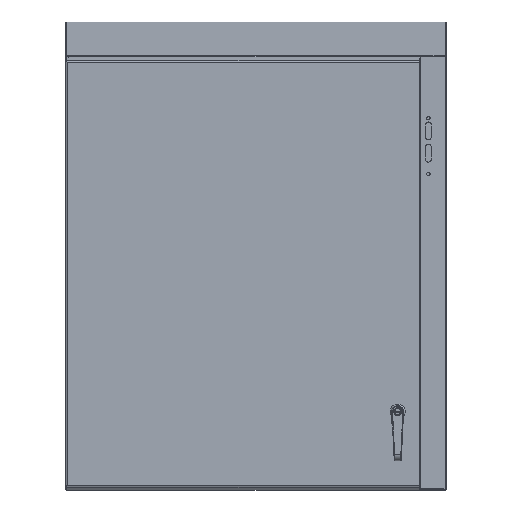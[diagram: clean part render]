
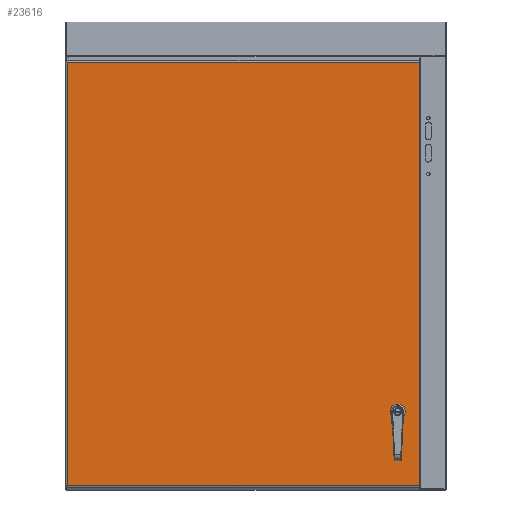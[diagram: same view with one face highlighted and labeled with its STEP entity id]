
A CAD part, top view. The second image highlights one B-rep face of the part: STEP entity #23616.
In plain terms, the highlighted planar face has unit normal (0, 0, 1).
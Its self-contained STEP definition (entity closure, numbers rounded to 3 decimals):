
#1744=FACE_BOUND('',#3875,.T.);
#2338=FACE_OUTER_BOUND('',#3874,.T.);
#3874=EDGE_LOOP('',(#16814,#16815,#16816,#16817));
#3875=EDGE_LOOP('',(#16818,#16819,#16820,#16821,#16822,#16823,#16824,#16825));
#5790=LINE('',#36453,#7570);
#5794=LINE('',#36465,#7574);
#5798=LINE('',#36477,#7578);
#5802=LINE('',#36487,#7582);
#5808=LINE('',#36522,#7588);
#5838=LINE('',#36812,#7618);
#5854=LINE('',#37102,#7634);
#5856=LINE('',#37106,#7636);
#7570=VECTOR('',#28384,0.427);
#7574=VECTOR('',#28396,0.427);
#7578=VECTOR('',#28408,0.427);
#7582=VECTOR('',#28420,0.427);
#7588=VECTOR('',#28430,35.646);
#7618=VECTOR('',#28482,35.646);
#7634=VECTOR('',#28516,29.602);
#7636=VECTOR('',#28522,29.602);
#9048=CIRCLE('',#25146,0.453);
#9050=CIRCLE('',#25150,0.453);
#9052=CIRCLE('',#25154,0.453);
#9054=CIRCLE('',#25158,0.453);
#10387=VERTEX_POINT('',#36444);
#10388=VERTEX_POINT('',#36446);
#10390=VERTEX_POINT('',#36452);
#10392=VERTEX_POINT('',#36458);
#10394=VERTEX_POINT('',#36464);
#10396=VERTEX_POINT('',#36470);
#10398=VERTEX_POINT('',#36476);
#10400=VERTEX_POINT('',#36482);
#10406=VERTEX_POINT('',#36499);
#10409=VERTEX_POINT('',#36514);
#10433=VERTEX_POINT('',#36770);
#10435=VERTEX_POINT('',#36811);
#12767=EDGE_CURVE('',#10388,#10387,#9048,.T.);
#12770=EDGE_CURVE('',#10390,#10388,#5790,.T.);
#12773=EDGE_CURVE('',#10392,#10390,#9050,.T.);
#12776=EDGE_CURVE('',#10394,#10392,#5794,.T.);
#12779=EDGE_CURVE('',#10396,#10394,#9052,.T.);
#12782=EDGE_CURVE('',#10398,#10396,#5798,.T.);
#12785=EDGE_CURVE('',#10400,#10398,#9054,.T.);
#12788=EDGE_CURVE('',#10387,#10400,#5802,.T.);
#12797=EDGE_CURVE('',#10406,#10409,#5808,.T.);
#12841=EDGE_CURVE('',#10435,#10433,#5838,.T.);
#12871=EDGE_CURVE('',#10409,#10435,#5854,.T.);
#12873=EDGE_CURVE('',#10433,#10406,#5856,.T.);
#16814=ORIENTED_EDGE('',*,*,#12873,.T.);
#16815=ORIENTED_EDGE('',*,*,#12797,.T.);
#16816=ORIENTED_EDGE('',*,*,#12871,.T.);
#16817=ORIENTED_EDGE('',*,*,#12841,.T.);
#16818=ORIENTED_EDGE('',*,*,#12767,.T.);
#16819=ORIENTED_EDGE('',*,*,#12788,.T.);
#16820=ORIENTED_EDGE('',*,*,#12785,.T.);
#16821=ORIENTED_EDGE('',*,*,#12782,.T.);
#16822=ORIENTED_EDGE('',*,*,#12779,.T.);
#16823=ORIENTED_EDGE('',*,*,#12776,.T.);
#16824=ORIENTED_EDGE('',*,*,#12773,.T.);
#16825=ORIENTED_EDGE('',*,*,#12770,.T.);
#22436=PLANE('',#25185);
#23616=ADVANCED_FACE('',(#2338,#1744),#22436,.T.);
#25146=AXIS2_PLACEMENT_3D('',#36447,#28378,#28379);
#25150=AXIS2_PLACEMENT_3D('',#36459,#28390,#28391);
#25154=AXIS2_PLACEMENT_3D('',#36471,#28402,#28403);
#25158=AXIS2_PLACEMENT_3D('',#36483,#28414,#28415);
#25185=AXIS2_PLACEMENT_3D('',#37108,#28525,#28526);
#28378=DIRECTION('center_axis',(0.,0.,-1.));
#28379=DIRECTION('ref_axis',(0.882,0.471,0.));
#28384=DIRECTION('',(1.,0.,0.));
#28390=DIRECTION('center_axis',(0.,0.,-1.));
#28391=DIRECTION('ref_axis',(-0.471,0.882,0.));
#28396=DIRECTION('',(0.,1.,0.));
#28402=DIRECTION('center_axis',(0.,0.,-1.));
#28403=DIRECTION('ref_axis',(-0.882,-0.471,0.));
#28408=DIRECTION('',(-1.,0.,0.));
#28414=DIRECTION('center_axis',(0.,0.,-1.));
#28415=DIRECTION('ref_axis',(0.471,-0.882,0.));
#28420=DIRECTION('',(0.,-1.,0.));
#28430=DIRECTION('',(0.,1.,0.));
#28482=DIRECTION('',(0.,-1.,0.));
#28516=DIRECTION('',(-1.,0.,0.));
#28522=DIRECTION('',(1.,0.,0.));
#28525=DIRECTION('center_axis',(0.,0.,1.));
#28526=DIRECTION('ref_axis',(1.,0.,0.));
#36444=CARTESIAN_POINT('',(27.873,-28.76,0.074));
#36446=CARTESIAN_POINT('',(27.687,-28.574,0.074));
#36447=CARTESIAN_POINT('Origin',(27.474,-28.974,0.074));
#36452=CARTESIAN_POINT('',(27.26,-28.574,0.074));
#36453=CARTESIAN_POINT('',(21.078,-28.574,0.074));
#36458=CARTESIAN_POINT('',(27.074,-28.76,0.074));
#36459=CARTESIAN_POINT('Origin',(27.474,-28.974,0.074));
#36464=CARTESIAN_POINT('',(27.074,-29.187,0.074));
#36465=CARTESIAN_POINT('',(27.074,-23.078,0.074));
#36470=CARTESIAN_POINT('',(27.26,-29.373,0.074));
#36471=CARTESIAN_POINT('Origin',(27.474,-28.974,0.074));
#36476=CARTESIAN_POINT('',(27.687,-29.373,0.074));
#36477=CARTESIAN_POINT('',(20.864,-29.373,0.074));
#36482=CARTESIAN_POINT('',(27.873,-29.187,0.074));
#36483=CARTESIAN_POINT('Origin',(27.474,-28.974,0.074));
#36487=CARTESIAN_POINT('',(27.873,-23.292,0.074));
#36499=CARTESIAN_POINT('',(29.269,-35.22,0.074));
#36514=CARTESIAN_POINT('',(29.269,0.426,0.074));
#36522=CARTESIAN_POINT('',(29.269,-26.345,0.074));
#36770=CARTESIAN_POINT('',(-0.333,-35.22,0.074));
#36811=CARTESIAN_POINT('',(-0.333,0.426,0.074));
#36812=CARTESIAN_POINT('',(-0.333,-8.448,0.074));
#37102=CARTESIAN_POINT('',(21.868,0.426,0.074));
#37106=CARTESIAN_POINT('',(7.067,-35.22,0.074));
#37108=CARTESIAN_POINT('Origin',(14.468,-17.397,0.074));
